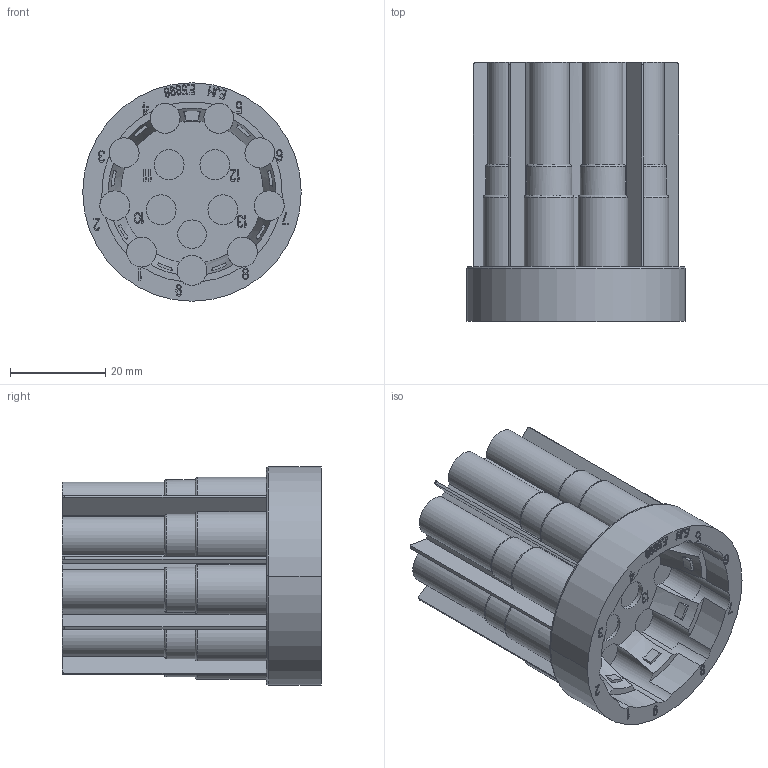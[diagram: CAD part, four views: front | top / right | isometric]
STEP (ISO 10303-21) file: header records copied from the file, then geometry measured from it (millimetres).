
FILE_DESCRIPTION((''),'2;1');
FILE_NAME('380528_LOCKED_SW0001','2021-06-04T16:22:18',('teru'),(''),'CREO PARAMETRIC BY PTC INC, 2017380','CREO PARAMETRIC BY PTC INC, 2017380','');
FILE_SCHEMA(('CONFIG_CONTROL_DESIGN'));
Length unit declared in the file: millimetre
Products named in the file (1): 380528_LOCKED_SW0001
Bounding box: 46 x 54.65 x 46 mm (x, y, z)
Volume: 40954.2 mm3; surface area: 30324.9 mm2
Topology: 1 solids, 1 shells, 1345 faces, 3931 edges, 2600 vertices
Faces by surface type: plane 997, cylinder 261, cone 44, torus 43
Entity records: 44948 total; most frequent: CARTESIAN_POINT 8614, ORIENTED_EDGE 7862, DIRECTION 7314, EDGE_CURVE 3931, VECTOR 2922, LINE 2922, VERTEX_POINT 2600, AXIS2_PLACEMENT_3D 2196
